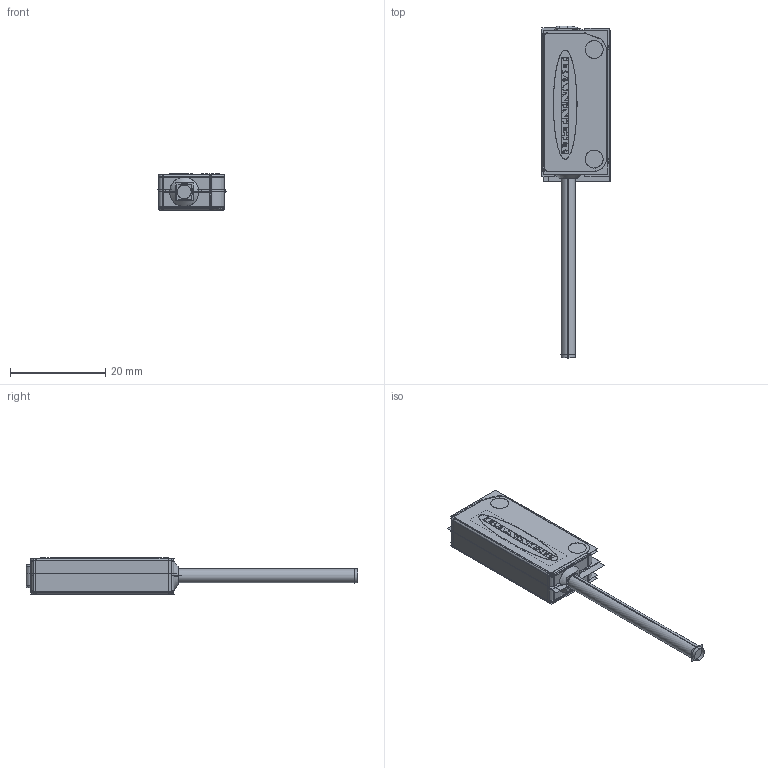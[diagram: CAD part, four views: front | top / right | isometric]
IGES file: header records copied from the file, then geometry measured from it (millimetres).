
Start section:  PTC IGES file: 214755.igs
Global section: file name: 214755.igs; native system: Creo Parametric by PTC Inc.; preprocessor: 2018300; author: pdmadmin; organization: Unknown; date: 20191022.071247; units: millimetre
Bounding box: 14.29 x 69.65 x 7.65 mm (x, y, z)
Volume: 1173.1 mm3; surface area: 20568.7 mm2
Topology: 5 solids, 5 shells, 1122 faces, 5876 edges, 7452 vertices
Faces by surface type: revolution 602, bspline 512, extrusion 8
